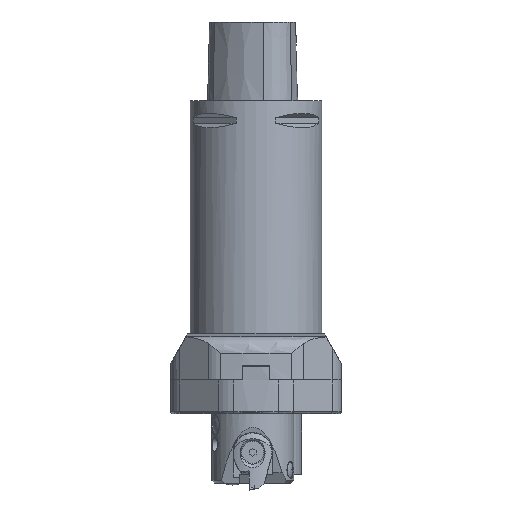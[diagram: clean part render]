
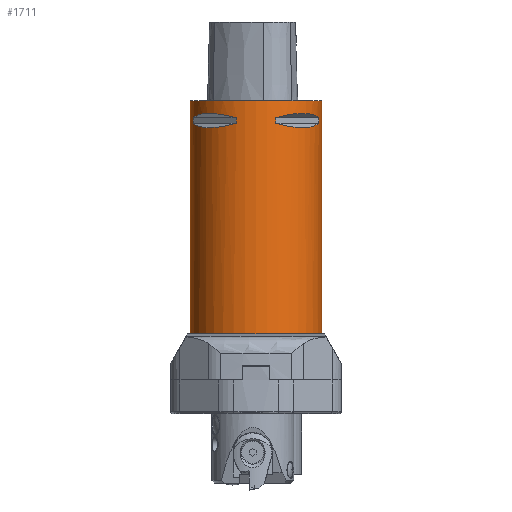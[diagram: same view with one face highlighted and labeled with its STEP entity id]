
A CAD part, left-side view. The second image highlights one B-rep face of the part: STEP entity #1711.
In plain terms, the highlighted cylindrical face has radius 40 mm (diameter 80 mm), a full revolution.
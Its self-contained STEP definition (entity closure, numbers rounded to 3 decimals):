
#1711=ADVANCED_FACE('',(#2774,#2775,#2776,#2777,#2778,#2779),#2288,.T.);
#2288=CYLINDRICAL_SURFACE('',#10888,40.);
#2418=CIRCLE('',#10882,40.);
#2419=CIRCLE('',#10887,40.);
#2774=FACE_BOUND('',#2904,.T.);
#2775=FACE_BOUND('',#2905,.T.);
#2776=FACE_BOUND('',#2906,.T.);
#2777=FACE_BOUND('',#2907,.T.);
#2778=FACE_BOUND('',#2908,.T.);
#2779=FACE_BOUND('',#2909,.T.);
#2904=EDGE_LOOP('',(#3630,#3631,#3632,#3633));
#2905=EDGE_LOOP('',(#3634,#3635,#3636,#3637));
#2906=EDGE_LOOP('',(#3638));
#2907=EDGE_LOOP('',(#3639,#3640,#3641,#3642));
#2908=EDGE_LOOP('',(#3643,#3644,#3645,#3646));
#2909=EDGE_LOOP('',(#3647));
#3550=ELLIPSE('',#10878,46.188,40.);
#3551=ELLIPSE('',#10879,46.188,40.);
#3552=ELLIPSE('',#10880,46.188,40.);
#3553=ELLIPSE('',#10881,46.188,40.);
#3554=ELLIPSE('',#10883,46.188,40.);
#3555=ELLIPSE('',#10884,46.188,40.);
#3556=ELLIPSE('',#10885,46.188,40.);
#3557=ELLIPSE('',#10886,46.188,40.);
#3630=ORIENTED_EDGE('',*,*,#7652,.T.);
#3631=ORIENTED_EDGE('',*,*,#7653,.T.);
#3632=ORIENTED_EDGE('',*,*,#7654,.T.);
#3633=ORIENTED_EDGE('',*,*,#7655,.T.);
#3634=ORIENTED_EDGE('',*,*,#7656,.T.);
#3635=ORIENTED_EDGE('',*,*,#7657,.T.);
#3636=ORIENTED_EDGE('',*,*,#7658,.T.);
#3637=ORIENTED_EDGE('',*,*,#7659,.T.);
#3638=ORIENTED_EDGE('',*,*,#7660,.T.);
#3639=ORIENTED_EDGE('',*,*,#7661,.T.);
#3640=ORIENTED_EDGE('',*,*,#7662,.T.);
#3641=ORIENTED_EDGE('',*,*,#7663,.T.);
#3642=ORIENTED_EDGE('',*,*,#7664,.T.);
#3643=ORIENTED_EDGE('',*,*,#7665,.T.);
#3644=ORIENTED_EDGE('',*,*,#7666,.T.);
#3645=ORIENTED_EDGE('',*,*,#7667,.T.);
#3646=ORIENTED_EDGE('',*,*,#7668,.T.);
#3647=ORIENTED_EDGE('',*,*,#7669,.F.);
#6640=VERTEX_POINT('',#14758);
#6641=VERTEX_POINT('',#14759);
#6642=VERTEX_POINT('',#14761);
#6643=VERTEX_POINT('',#14763);
#6644=VERTEX_POINT('',#14766);
#6645=VERTEX_POINT('',#14767);
#6646=VERTEX_POINT('',#14769);
#6647=VERTEX_POINT('',#14771);
#6648=VERTEX_POINT('',#14774);
#6649=VERTEX_POINT('',#14776);
#6650=VERTEX_POINT('',#14777);
#6651=VERTEX_POINT('',#14779);
#6652=VERTEX_POINT('',#14781);
#6653=VERTEX_POINT('',#14784);
#6654=VERTEX_POINT('',#14785);
#6655=VERTEX_POINT('',#14787);
#6656=VERTEX_POINT('',#14789);
#6657=VERTEX_POINT('',#14792);
#7652=EDGE_CURVE('',#6640,#6641,#9157,.T.);
#7653=EDGE_CURVE('',#6641,#6642,#3550,.T.);
#7654=EDGE_CURVE('',#6642,#6643,#9158,.T.);
#7655=EDGE_CURVE('',#6643,#6640,#3551,.T.);
#7656=EDGE_CURVE('',#6644,#6645,#9159,.T.);
#7657=EDGE_CURVE('',#6645,#6646,#3552,.T.);
#7658=EDGE_CURVE('',#6646,#6647,#9160,.T.);
#7659=EDGE_CURVE('',#6647,#6644,#3553,.T.);
#7660=EDGE_CURVE('',#6648,#6648,#2418,.T.);
#7661=EDGE_CURVE('',#6649,#6650,#9161,.T.);
#7662=EDGE_CURVE('',#6650,#6651,#3554,.T.);
#7663=EDGE_CURVE('',#6651,#6652,#9162,.T.);
#7664=EDGE_CURVE('',#6652,#6649,#3555,.T.);
#7665=EDGE_CURVE('',#6653,#6654,#9163,.T.);
#7666=EDGE_CURVE('',#6654,#6655,#3556,.T.);
#7667=EDGE_CURVE('',#6655,#6656,#9164,.T.);
#7668=EDGE_CURVE('',#6656,#6653,#3557,.T.);
#7669=EDGE_CURVE('',#6657,#6657,#2419,.T.);
#9157=LINE('',#14757,#9906);
#9158=LINE('',#14762,#9907);
#9159=LINE('',#14765,#9908);
#9160=LINE('',#14770,#9909);
#9161=LINE('',#14775,#9910);
#9162=LINE('',#14780,#9911);
#9163=LINE('',#14783,#9912);
#9164=LINE('',#14788,#9913);
#9906=VECTOR('',#11925,1.);
#9907=VECTOR('',#11928,1.);
#9908=VECTOR('',#11931,1.);
#9909=VECTOR('',#11934,1.);
#9910=VECTOR('',#11939,1.);
#9911=VECTOR('',#11942,1.);
#9912=VECTOR('',#11945,1.);
#9913=VECTOR('',#11948,1.);
#10878=AXIS2_PLACEMENT_3D('',#14760,#11926,#11927);
#10879=AXIS2_PLACEMENT_3D('',#14764,#11929,#11930);
#10880=AXIS2_PLACEMENT_3D('',#14768,#11932,#11933);
#10881=AXIS2_PLACEMENT_3D('',#14772,#11935,#11936);
#10882=AXIS2_PLACEMENT_3D('',#14773,#11937,#11938);
#10883=AXIS2_PLACEMENT_3D('',#14778,#11940,#11941);
#10884=AXIS2_PLACEMENT_3D('',#14782,#11943,#11944);
#10885=AXIS2_PLACEMENT_3D('',#14786,#11946,#11947);
#10886=AXIS2_PLACEMENT_3D('',#14790,#11949,#11950);
#10887=AXIS2_PLACEMENT_3D('',#14791,#11951,#11952);
#10888=AXIS2_PLACEMENT_3D('',#14793,#11953,#11954);
#11925=DIRECTION('',(0.,0.,1.));
#11926=DIRECTION('',(-0.354,-0.354,0.866));
#11927=DIRECTION('',(-0.612,-0.612,-0.5));
#11928=DIRECTION('',(0.,0.,-1.));
#11929=DIRECTION('',(-0.354,-0.354,-0.866));
#11930=DIRECTION('',(0.612,0.612,-0.5));
#11931=DIRECTION('',(0.,0.,1.));
#11932=DIRECTION('',(0.354,0.354,0.866));
#11933=DIRECTION('',(0.612,0.612,-0.5));
#11934=DIRECTION('',(0.,0.,-1.));
#11935=DIRECTION('',(0.354,0.354,-0.866));
#11936=DIRECTION('',(-0.612,-0.612,-0.5));
#11937=DIRECTION('',(0.,0.,-1.));
#11938=DIRECTION('',(-1.,0.,0.));
#11939=DIRECTION('',(0.,0.,1.));
#11940=DIRECTION('',(0.354,-0.354,0.866));
#11941=DIRECTION('',(0.612,-0.612,-0.5));
#11942=DIRECTION('',(0.,0.,-1.));
#11943=DIRECTION('',(0.354,-0.354,-0.866));
#11944=DIRECTION('',(-0.612,0.612,-0.5));
#11945=DIRECTION('',(0.,0.,1.));
#11946=DIRECTION('',(-0.354,0.354,0.866));
#11947=DIRECTION('',(-0.612,0.612,-0.5));
#11948=DIRECTION('',(0.,0.,-1.));
#11949=DIRECTION('',(-0.354,0.354,-0.866));
#11950=DIRECTION('',(0.612,-0.612,-0.5));
#11951=DIRECTION('',(0.,0.,-1.));
#11952=DIRECTION('',(-1.,0.,0.));
#11953=DIRECTION('',(0.,0.,-1.));
#11954=DIRECTION('',(-1.,0.,0.));
#14757=CARTESIAN_POINT('',(38.115,12.133,0.));
#14758=CARTESIAN_POINT('',(38.115,12.133,-13.75));
#14759=CARTESIAN_POINT('',(38.115,12.133,-10.25));
#14760=CARTESIAN_POINT('',(0.,0.,-30.764));
#14761=CARTESIAN_POINT('',(12.133,38.115,-10.25));
#14762=CARTESIAN_POINT('',(12.133,38.115,0.));
#14763=CARTESIAN_POINT('',(12.133,38.115,-13.75));
#14764=CARTESIAN_POINT('',(0.,0.,6.764));
#14765=CARTESIAN_POINT('',(-38.115,-12.133,0.));
#14766=CARTESIAN_POINT('',(-38.115,-12.133,-13.75));
#14767=CARTESIAN_POINT('',(-38.115,-12.133,-10.25));
#14768=CARTESIAN_POINT('',(0.,0.,-30.764));
#14769=CARTESIAN_POINT('',(-12.133,-38.115,-10.25));
#14770=CARTESIAN_POINT('',(-12.133,-38.115,0.));
#14771=CARTESIAN_POINT('',(-12.133,-38.115,-13.75));
#14772=CARTESIAN_POINT('',(0.,0.,6.764));
#14773=CARTESIAN_POINT('',(0.,0.,0.));
#14774=CARTESIAN_POINT('',(-40.,0.,0.));
#14775=CARTESIAN_POINT('',(-12.133,38.115,0.));
#14776=CARTESIAN_POINT('',(-12.133,38.115,-13.75));
#14777=CARTESIAN_POINT('',(-12.133,38.115,-10.25));
#14778=CARTESIAN_POINT('',(0.,0.,-30.764));
#14779=CARTESIAN_POINT('',(-38.115,12.133,-10.25));
#14780=CARTESIAN_POINT('',(-38.115,12.133,0.));
#14781=CARTESIAN_POINT('',(-38.115,12.133,-13.75));
#14782=CARTESIAN_POINT('',(0.,0.,6.764));
#14783=CARTESIAN_POINT('',(12.133,-38.115,0.));
#14784=CARTESIAN_POINT('',(12.133,-38.115,-13.75));
#14785=CARTESIAN_POINT('',(12.133,-38.115,-10.25));
#14786=CARTESIAN_POINT('',(0.,0.,-30.764));
#14787=CARTESIAN_POINT('',(38.115,-12.133,-10.25));
#14788=CARTESIAN_POINT('',(38.115,-12.133,0.));
#14789=CARTESIAN_POINT('',(38.115,-12.133,-13.75));
#14790=CARTESIAN_POINT('',(0.,0.,6.764));
#14791=CARTESIAN_POINT('',(0.,0.,-141.9));
#14792=CARTESIAN_POINT('',(-40.,0.,-141.9));
#14793=CARTESIAN_POINT('',(0.,0.,0.));
